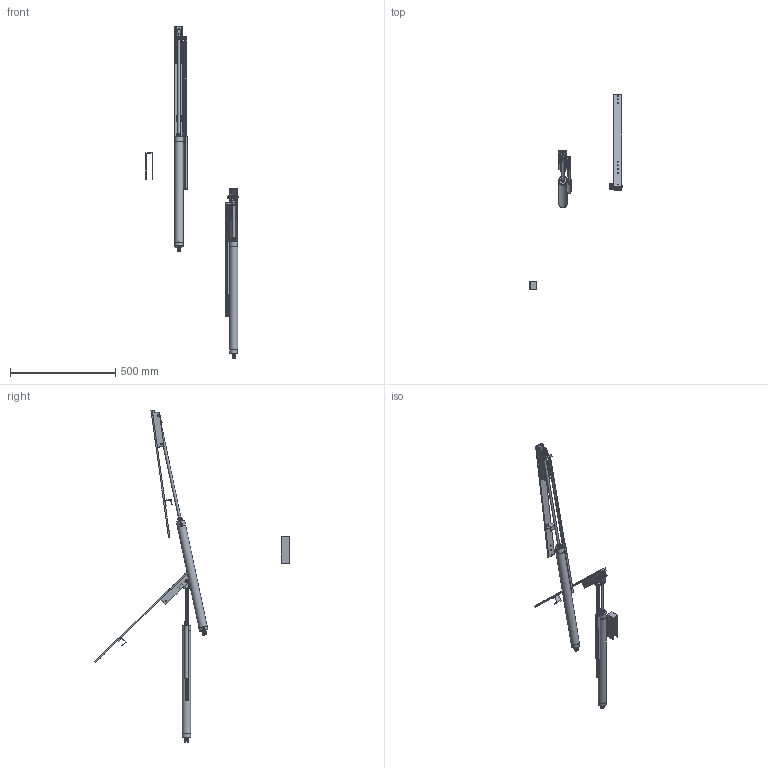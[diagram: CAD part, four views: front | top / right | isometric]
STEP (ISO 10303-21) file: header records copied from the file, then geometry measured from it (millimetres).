
FILE_DESCRIPTION(/* description */ ('STEP AP242','CAx-IF Rec.Pracs.---Representation and Presentation of Product Manufacturing Information (PMI)---4.0---2014-10-13','CAx-IF Rec.Pracs.---3D Tessellated Geometry---0.4---2014-09-14','2;1'),/* implementation_level */ '2;1');
FILE_NAME(/* name */ '617f1b6a839168722a0b1235',/* time_stamp */ '2021-10-31T22:40:43+00:00',/* author */ (''),/* organization */ (''),/* preprocessor_version */ 'ST-DEVELOPER v18.1',/* originating_system */ ' ',/* authorisation */ ' ');
FILE_SCHEMA (('AP242_MANAGED_MODEL_BASED_3D_ENGINEERING_MIM_LF { 1 0 10303 442 1 1 4 }'));
Length unit declared in the file: metre
Products named in the file (15): floppy boy; 6498K505; Part 5; Part 2; Part 4; 92949A630; Part 3; Part 7; Part 6; Part 9; 6498K44; 90630A121; Part 8
Assembly tree (22 placements, depth 2):
  floppy boy
    6498K505  x2
    Part 5
    Part 2
    Part 4  x2
    92949A630
    Part 3  x2
    Part 7  x2
    Part 6  x2
    6498K505  x2
    Part 9  x2
    6498K44  x2
    90630A121
    Part 8
    90630A121
Bounding box: 438.98 x 927.7 x 1580.82 mm (x, y, z)
Volume: 2047264.1 mm3; surface area: 528477.3 mm2
Topology: 22 solids, 22 shells, 676 faces, 2276 edges, 1658 vertices
Faces by surface type: plane 269, cylinder 215, bspline 112, cone 72, torus 7, sphere 1
Full cylindrical faces by diameter (mm): 5.105 x10, 6.35 x14, 6.477 x6, 6.756 x4, 8.096 x1, 9.525 x23, 9.652 x4, 10.084 x4, 11.1 x2, 11.113 x2, 16.662 x1, 19.05 x20, 39.624 x6
Entity records: 30826 total; most frequent: CARTESIAN_POINT 20691, ORIENTED_EDGE 2506, DIRECTION 1484, EDGE_CURVE 1253, VERTEX_POINT 964, AXIS2_PLACEMENT_3D 564, FACE_BOUND 521, EDGE_LOOP 520
